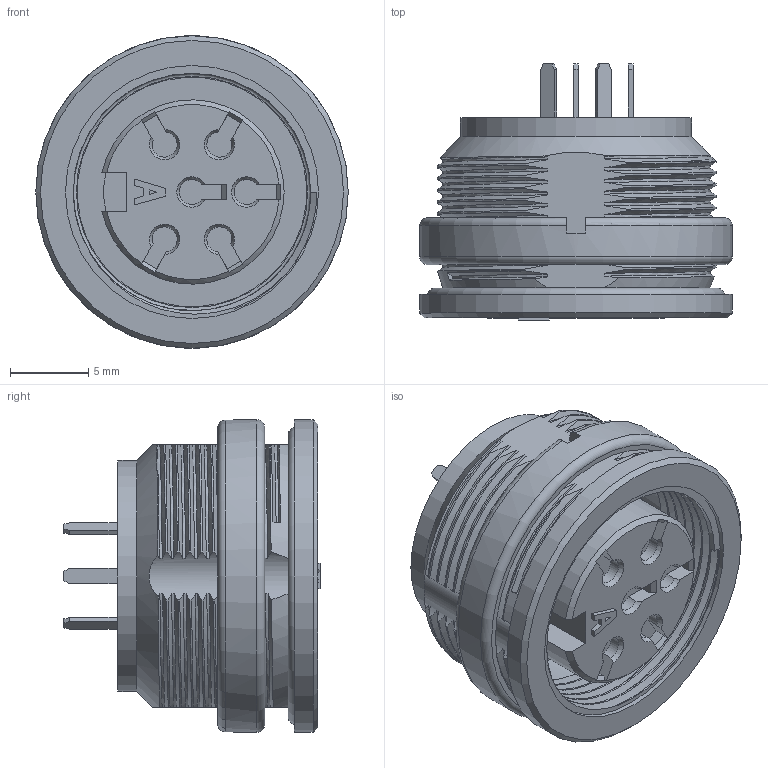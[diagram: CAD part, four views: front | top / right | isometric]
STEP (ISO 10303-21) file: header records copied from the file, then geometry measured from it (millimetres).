
FILE_DESCRIPTION(/* description */ (''),/* implementation_level */ '2;1');
FILE_NAME(/* name */ 'c091 61n006 110 2nxc001-03.stp',/* time_stamp */ '2019-07-08T15:01:27+02:00',/* author */ (''),/* organization */ (''),/* preprocessor_version */ 'ST-DEVELOPER v16.7',/* originating_system */ 'SIEMENS PLM Software NX 12.0',/* authorisation */ '');
FILE_SCHEMA (('AUTOMOTIVE_DESIGN { 1 0 10303 214 3 1 1 1 }'));
Length unit declared in the file: millimetre
Products named in the file (1): c091 61n006 110 2nxc001-03
Bounding box: 20 x 16.4 x 20 mm (x, y, z)
Volume: 2409.2 mm3; surface area: 3151.5 mm2
Topology: 1 solids, 1 shells, 541 faces, 1501 edges, 965 vertices
Faces by surface type: plane 203, bspline 201, cylinder 114, cone 16, torus 7
Full cylindrical faces by diameter (mm): 0.384 x1, 13.1 x1, 14.7 x1, 14.8 x1, 15.2 x6, 16.2 x1, 18.3 x1, 19.2 x1, 20 x2
Entity records: 35624 total; most frequent: CARTESIAN_POINT 22530, ORIENTED_EDGE 2910, DIRECTION 1713, EDGE_CURVE 1455, VERTEX_POINT 946, LINE 699, VECTOR 699, EDGE_LOOP 593
